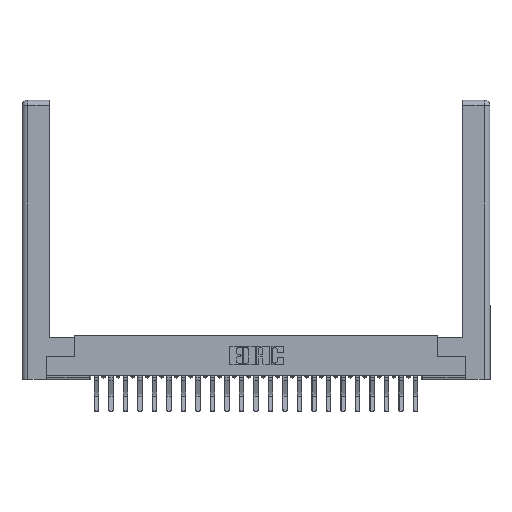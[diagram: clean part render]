
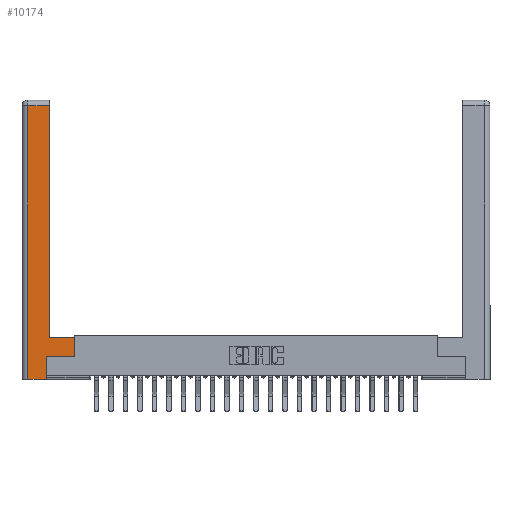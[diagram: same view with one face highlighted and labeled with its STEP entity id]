
A CAD part, top view. The second image highlights one B-rep face of the part: STEP entity #10174.
In plain terms, the highlighted planar face has unit normal (0, 0, 1).
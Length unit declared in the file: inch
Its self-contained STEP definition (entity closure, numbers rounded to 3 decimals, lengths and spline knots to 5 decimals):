
#512 = CARTESIAN_POINT ( 'NONE',  ( 0.265, 0.245, 0. ) ) ;
#611 = CARTESIAN_POINT ( 'NONE',  ( 0.295, 2.94, 0. ) ) ;
#1902 = ORIENTED_EDGE ( 'NONE', *, *, #12965, .T. ) ;
#1932 = ORIENTED_EDGE ( 'NONE', *, *, #10653, .T. ) ;
#2043 = CARTESIAN_POINT ( 'NONE',  ( 0.295, 0.45, 0. ) ) ;
#2104 = LINE ( 'NONE', #13973, #11763 ) ;
#2363 = VERTEX_POINT ( 'NONE', #24685 ) ;
#2980 = CARTESIAN_POINT ( 'NONE',  ( 0.265, 0.245, 0. ) ) ;
#3610 = EDGE_CURVE ( 'NONE', #22675, #21432, #2104, .T. ) ;
#3824 = DIRECTION ( 'NONE',  ( 0., 0., -1. ) ) ;
#3962 = FACE_OUTER_BOUND ( 'NONE', #16531, .T. ) ;
#4082 = DIRECTION ( 'NONE',  ( -1., 0., 0. ) ) ;
#4220 = CARTESIAN_POINT ( 'NONE',  ( 0.265, 0., 0. ) ) ;
#4487 = DIRECTION ( 'NONE',  ( -1., 0., 0. ) ) ;
#4670 = VECTOR ( 'NONE', #15286, 39.37008 ) ;
#5091 = AXIS2_PLACEMENT_3D ( 'NONE', #11841, #3824, #4082 ) ;
#5200 = VERTEX_POINT ( 'NONE', #14912 ) ;
#5761 = ORIENTED_EDGE ( 'NONE', *, *, #3610, .T. ) ;
#6389 = VECTOR ( 'NONE', #22323, 39.37008 ) ;
#7305 = CARTESIAN_POINT ( 'NONE',  ( 0.265, 0., 0. ) ) ;
#7360 = CARTESIAN_POINT ( 'NONE',  ( 0.565, 0.245, 0. ) ) ;
#7694 = ORIENTED_EDGE ( 'NONE', *, *, #9429, .T. ) ;
#7778 = DIRECTION ( 'NONE',  ( -1., 0., 0. ) ) ;
#8895 = VECTOR ( 'NONE', #9707, 39.37008 ) ;
#9236 = ORIENTED_EDGE ( 'NONE', *, *, #23886, .T. ) ;
#9429 = EDGE_CURVE ( 'NONE', #10420, #12718, #10590, .T. ) ;
#9704 = CARTESIAN_POINT ( 'NONE',  ( 0.295, 0.45, 0. ) ) ;
#9707 = DIRECTION ( 'NONE',  ( 0., -1., 0. ) ) ;
#10174 = ADVANCED_FACE ( 'NONE', ( #3962 ), #25301, .F. ) ;
#10420 = VERTEX_POINT ( 'NONE', #7305 ) ;
#10590 = LINE ( 'NONE', #512, #11647 ) ;
#10653 = EDGE_CURVE ( 'NONE', #15297, #5200, #23589, .T. ) ;
#10665 = ORIENTED_EDGE ( 'NONE', *, *, #11554, .T. ) ;
#10864 = CARTESIAN_POINT ( 'NONE',  ( 0.565, 0.245, 0. ) ) ;
#11417 = CARTESIAN_POINT ( 'NONE',  ( 0.565, 0.45, 0. ) ) ;
#11554 = EDGE_CURVE ( 'NONE', #20974, #10420, #17544, .T. ) ;
#11633 = LINE ( 'NONE', #9704, #24290 ) ;
#11647 = VECTOR ( 'NONE', #24196, 39.37008 ) ;
#11763 = VECTOR ( 'NONE', #14243, 39.37008 ) ;
#11841 = CARTESIAN_POINT ( 'NONE',  ( 0., 0., 0. ) ) ;
#12632 = CARTESIAN_POINT ( 'NONE',  ( 0.0615, 0., 0. ) ) ;
#12718 = VERTEX_POINT ( 'NONE', #2980 ) ;
#12965 = EDGE_CURVE ( 'NONE', #21432, #2363, #22329, .T. ) ;
#13414 = LINE ( 'NONE', #7360, #23780 ) ;
#13973 = CARTESIAN_POINT ( 'NONE',  ( 0.295, 3., 0. ) ) ;
#14105 = EDGE_CURVE ( 'NONE', #2363, #20974, #19422, .T. ) ;
#14184 = VECTOR ( 'NONE', #4487, 39.37008 ) ;
#14243 = DIRECTION ( 'NONE',  ( 0., 1., 0. ) ) ;
#14564 = EDGE_CURVE ( 'NONE', #12718, #15297, #13414, .T. ) ;
#14912 = CARTESIAN_POINT ( 'NONE',  ( 0.565, 0.45, 0. ) ) ;
#15286 = DIRECTION ( 'NONE',  ( 0., 1., 0. ) ) ;
#15297 = VERTEX_POINT ( 'NONE', #10864 ) ;
#15347 = DIRECTION ( 'NONE',  ( 1., 0., 0. ) ) ;
#16232 = CARTESIAN_POINT ( 'NONE',  ( 0.0615, 2.94, 0. ) ) ;
#16531 = EDGE_LOOP ( 'NONE', ( #5761, #1902, #23775, #10665, #7694, #24941, #1932, #9236 ) ) ;
#17544 = LINE ( 'NONE', #4220, #6389 ) ;
#19422 = LINE ( 'NONE', #19546, #8895 ) ;
#19546 = CARTESIAN_POINT ( 'NONE',  ( 0.0615, 0., 0. ) ) ;
#20974 = VERTEX_POINT ( 'NONE', #12632 ) ;
#21432 = VERTEX_POINT ( 'NONE', #611 ) ;
#22323 = DIRECTION ( 'NONE',  ( 1., 0., 0. ) ) ;
#22329 = LINE ( 'NONE', #16232, #14184 ) ;
#22675 = VERTEX_POINT ( 'NONE', #2043 ) ;
#23589 = LINE ( 'NONE', #11417, #4670 ) ;
#23775 = ORIENTED_EDGE ( 'NONE', *, *, #14105, .T. ) ;
#23780 = VECTOR ( 'NONE', #15347, 39.37008 ) ;
#23886 = EDGE_CURVE ( 'NONE', #5200, #22675, #11633, .T. ) ;
#24196 = DIRECTION ( 'NONE',  ( 0., 1., 0. ) ) ;
#24290 = VECTOR ( 'NONE', #7778, 39.37008 ) ;
#24685 = CARTESIAN_POINT ( 'NONE',  ( 0.0615, 2.94, 0. ) ) ;
#24941 = ORIENTED_EDGE ( 'NONE', *, *, #14564, .T. ) ;
#25301 = PLANE ( 'NONE',  #5091 ) ;
